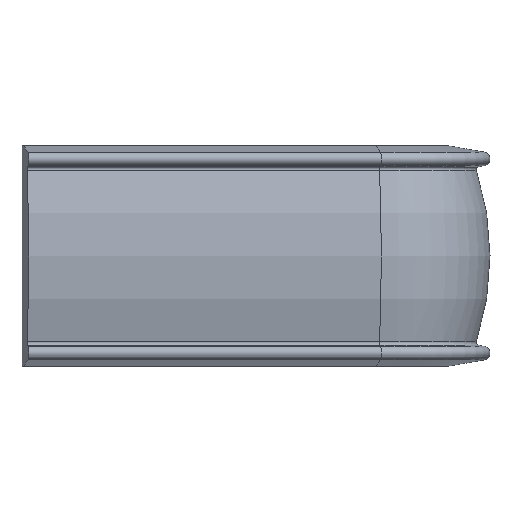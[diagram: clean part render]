
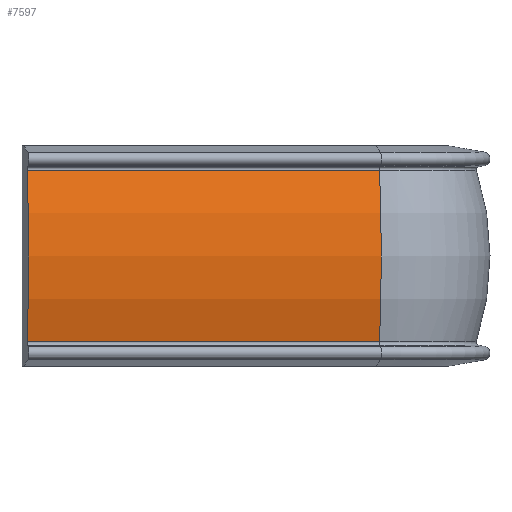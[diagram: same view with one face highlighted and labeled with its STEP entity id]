
A CAD part, left-side view. The second image highlights one B-rep face of the part: STEP entity #7597.
In plain terms, the highlighted cylindrical face has radius 20.068 mm (diameter 40.136 mm), a partial arc.
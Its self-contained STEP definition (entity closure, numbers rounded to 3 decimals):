
#51 = VERTEX_POINT ( 'NONE', #7931 ) ;
#293 = CARTESIAN_POINT ( 'NONE',  ( -5.196, 31.958, 0. ) ) ;
#1036 = AXIS2_PLACEMENT_3D ( 'NONE', #293, #6779, #2176 ) ;
#1148 = AXIS2_PLACEMENT_3D ( 'NONE', #6131, #3437, #9836 ) ;
#1185 = ORIENTED_EDGE ( 'NONE', *, *, #4460, .T. ) ;
#1516 = VERTEX_POINT ( 'NONE', #3830 ) ;
#1816 = ORIENTED_EDGE ( 'NONE', *, *, #9707, .F. ) ;
#1885 = VECTOR ( 'NONE', #2951, 1000. ) ;
#2176 = DIRECTION ( 'NONE',  ( -0.993, -0.122, 0. ) ) ;
#2215 = DIRECTION ( 'NONE',  ( 0.122, -0.993, 0. ) ) ;
#2610 = CIRCLE ( 'NONE', #1148, 20.068 ) ;
#2951 = DIRECTION ( 'NONE',  ( 0.122, -0.993, 0. ) ) ;
#3069 = EDGE_CURVE ( 'NONE', #1516, #51, #6254, .T. ) ;
#3424 = CYLINDRICAL_SURFACE ( 'NONE', #4019, 20.068 ) ;
#3437 = DIRECTION ( 'NONE',  ( 0.122, -0.993, 0. ) ) ;
#3727 = CARTESIAN_POINT ( 'NONE',  ( -5.196, 31.958, 0. ) ) ;
#3830 = CARTESIAN_POINT ( 'NONE',  ( -24.132, 29.633, -6.226 ) ) ;
#3982 = CARTESIAN_POINT ( 'NONE',  ( -24.132, 29.633, -6.226 ) ) ;
#4019 = AXIS2_PLACEMENT_3D ( 'NONE', #3727, #5703, #8494 ) ;
#4068 = LINE ( 'NONE', #7943, #7526 ) ;
#4186 = CARTESIAN_POINT ( 'NONE',  ( -24.132, 29.633, 6.226 ) ) ;
#4287 = EDGE_LOOP ( 'NONE', ( #11593, #1816, #6461, #1185 ) ) ;
#4460 = EDGE_CURVE ( 'NONE', #4740, #1516, #11102, .T. ) ;
#4720 = EDGE_CURVE ( 'NONE', #4740, #10876, #4068, .T. ) ;
#4740 = VERTEX_POINT ( 'NONE', #4186 ) ;
#5703 = DIRECTION ( 'NONE',  ( 0.122, -0.993, 0. ) ) ;
#6131 = CARTESIAN_POINT ( 'NONE',  ( -2.052, 6.349, 0. ) ) ;
#6254 = LINE ( 'NONE', #3982, #1885 ) ;
#6461 = ORIENTED_EDGE ( 'NONE', *, *, #4720, .F. ) ;
#6779 = DIRECTION ( 'NONE',  ( 0.122, -0.993, 0. ) ) ;
#7180 = FACE_OUTER_BOUND ( 'NONE', #4287, .T. ) ;
#7526 = VECTOR ( 'NONE', #2215, 1000. ) ;
#7597 = ADVANCED_FACE ( 'NONE', ( #7180 ), #3424, .T. ) ;
#7931 = CARTESIAN_POINT ( 'NONE',  ( -20.987, 4.024, -6.226 ) ) ;
#7943 = CARTESIAN_POINT ( 'NONE',  ( -24.132, 29.633, 6.226 ) ) ;
#8494 = DIRECTION ( 'NONE',  ( 0.993, 0.122, 0. ) ) ;
#9707 = EDGE_CURVE ( 'NONE', #10876, #51, #2610, .T. ) ;
#9836 = DIRECTION ( 'NONE',  ( -0.993, -0.122, 0. ) ) ;
#10876 = VERTEX_POINT ( 'NONE', #11287 ) ;
#11102 = CIRCLE ( 'NONE', #1036, 20.068 ) ;
#11287 = CARTESIAN_POINT ( 'NONE',  ( -20.987, 4.024, 6.226 ) ) ;
#11593 = ORIENTED_EDGE ( 'NONE', *, *, #3069, .T. ) ;
